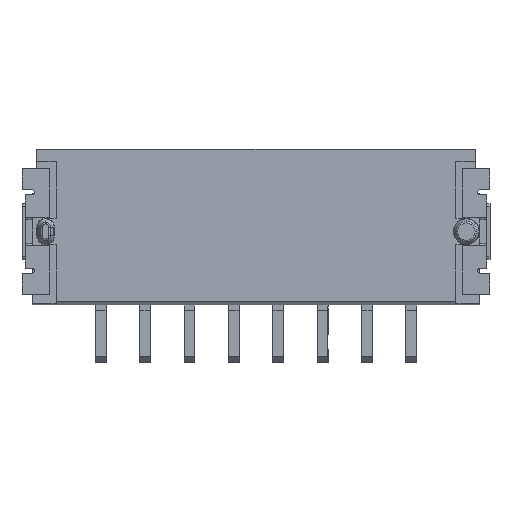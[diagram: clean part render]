
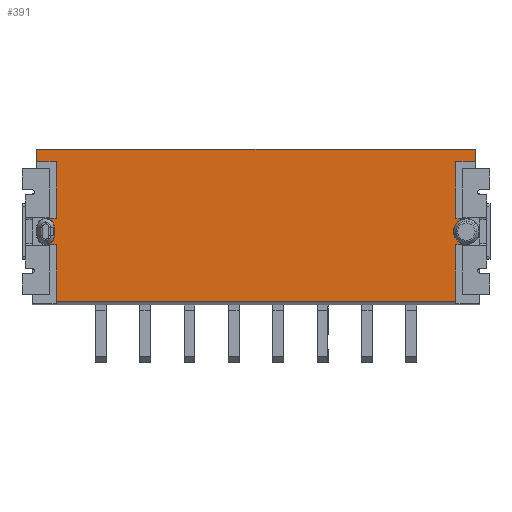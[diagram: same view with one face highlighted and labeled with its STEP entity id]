
A CAD part, front view. The second image highlights one B-rep face of the part: STEP entity #391.
In plain terms, the highlighted planar face has unit normal (0, -1, 0).
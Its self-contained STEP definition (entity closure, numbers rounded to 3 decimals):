
#391 = ADVANCED_FACE ( 'NONE', ( #5306 ), #5320, .F. ) ;
#423 = VERTEX_POINT ( 'NONE', #5646 ) ;
#2120 = VERTEX_POINT ( 'NONE', #19927 ) ;
#2122 = VERTEX_POINT ( 'NONE', #19929 ) ;
#2123 = VERTEX_POINT ( 'NONE', #19930 ) ;
#2124 = VERTEX_POINT ( 'NONE', #19931 ) ;
#2125 = VERTEX_POINT ( 'NONE', #19932 ) ;
#2126 = VERTEX_POINT ( 'NONE', #19933 ) ;
#2127 = VERTEX_POINT ( 'NONE', #19934 ) ;
#2128 = VERTEX_POINT ( 'NONE', #19935 ) ;
#2129 = VERTEX_POINT ( 'NONE', #19936 ) ;
#2134 = VERTEX_POINT ( 'NONE', #19941 ) ;
#2135 = VERTEX_POINT ( 'NONE', #19942 ) ;
#2136 = VERTEX_POINT ( 'NONE', #19943 ) ;
#2137 = VERTEX_POINT ( 'NONE', #19944 ) ;
#2138 = VERTEX_POINT ( 'NONE', #19945 ) ;
#2139 = VERTEX_POINT ( 'NONE', #19946 ) ;
#5306 = FACE_OUTER_BOUND ( 'NONE', #12947, .T. ) ;
#5320 = PLANE ( 'NONE',  #8783 ) ;
#5330 = CARTESIAN_POINT ( 'NONE',  ( -12.79, -2.5, 8.9 ) ) ;
#5331 = DIRECTION ( 'NONE',  ( 0., 1., 0. ) ) ;
#5332 = DIRECTION ( 'NONE',  ( 0., 0., 1. ) ) ;
#5646 = CARTESIAN_POINT ( 'NONE',  ( -12.04, -2.5, 4.95 ) ) ;
#8783 = AXIS2_PLACEMENT_3D ( 'NONE', #5330, #5331, #5332 ) ;
#10735 = EDGE_CURVE ( 'NONE', #2126, #2123, #21368, .T. ) ;
#10741 = EDGE_CURVE ( 'NONE', #2139, #2124, #21366, .T. ) ;
#10749 = EDGE_CURVE ( 'NONE', #2127, #14307, #21367, .T. ) ;
#10771 = EDGE_CURVE ( 'NONE', #2123, #2128, #21404, .T. ) ;
#10805 = EDGE_CURVE ( 'NONE', #2135, #2136, #21470, .T. ) ;
#10968 = EDGE_CURVE ( 'NONE', #2122, #2125, #21941, .T. ) ;
#10977 = EDGE_CURVE ( 'NONE', #2127, #2122, #21953, .T. ) ;
#10994 = EDGE_CURVE ( 'NONE', #2138, #2139, #20946, .T. ) ;
#11035 = EDGE_CURVE ( 'NONE', #423, #2137, #20985, .T. ) ;
#11037 = EDGE_CURVE ( 'NONE', #2137, #2138, #22061, .T. ) ;
#11080 = EDGE_CURVE ( 'NONE', #2124, #2125, #22134, .T. ) ;
#11148 = EDGE_CURVE ( 'NONE', #14307, #14316, #21046, .T. ) ;
#11226 = EDGE_CURVE ( 'NONE', #2136, #423, #22275, .T. ) ;
#11235 = EDGE_CURVE ( 'NONE', #2134, #2135, #22279, .T. ) ;
#11245 = EDGE_CURVE ( 'NONE', #2120, #2129, #22296, .T. ) ;
#11253 = EDGE_CURVE ( 'NONE', #2128, #2120, #22327, .T. ) ;
#11286 = EDGE_CURVE ( 'NONE', #2126, #2134, #22529, .T. ) ;
#11302 = EDGE_CURVE ( 'NONE', #14316, #2129, #22561, .T. ) ;
#12947 = EDGE_LOOP ( 'NONE', ( #13357, #13358, #13360, #13362, #13364, #13366, #13368, #13370, #13371, #13372, #13374, #13375, #13376, #13378, #13379, #13380, #13382, #13383 ) ) ;
#13357 = ORIENTED_EDGE ( 'NONE', *, *, #10968, .F. ) ;
#13358 = ORIENTED_EDGE ( 'NONE', *, *, #10977, .F. ) ;
#13360 = ORIENTED_EDGE ( 'NONE', *, *, #10749, .T. ) ;
#13362 = ORIENTED_EDGE ( 'NONE', *, *, #11148, .T. ) ;
#13364 = ORIENTED_EDGE ( 'NONE', *, *, #11302, .T. ) ;
#13366 = ORIENTED_EDGE ( 'NONE', *, *, #11245, .F. ) ;
#13368 = ORIENTED_EDGE ( 'NONE', *, *, #11253, .F. ) ;
#13370 = ORIENTED_EDGE ( 'NONE', *, *, #10771, .F. ) ;
#13371 = ORIENTED_EDGE ( 'NONE', *, *, #10735, .F. ) ;
#13372 = ORIENTED_EDGE ( 'NONE', *, *, #11286, .T. ) ;
#13374 = ORIENTED_EDGE ( 'NONE', *, *, #11235, .T. ) ;
#13375 = ORIENTED_EDGE ( 'NONE', *, *, #10805, .T. ) ;
#13376 = ORIENTED_EDGE ( 'NONE', *, *, #11226, .T. ) ;
#13378 = ORIENTED_EDGE ( 'NONE', *, *, #11035, .T. ) ;
#13379 = ORIENTED_EDGE ( 'NONE', *, *, #11037, .T. ) ;
#13380 = ORIENTED_EDGE ( 'NONE', *, *, #10994, .T. ) ;
#13382 = ORIENTED_EDGE ( 'NONE', *, *, #10741, .T. ) ;
#13383 = ORIENTED_EDGE ( 'NONE', *, *, #11080, .T. ) ;
#14307 = VERTEX_POINT ( 'NONE', #22714 ) ;
#14316 = VERTEX_POINT ( 'NONE', #22719 ) ;
#19927 = CARTESIAN_POINT ( 'NONE',  ( 11.44, -2.5, 8.2 ) ) ;
#19929 = CARTESIAN_POINT ( 'NONE',  ( 11.44, -2.5, 0.2 ) ) ;
#19930 = CARTESIAN_POINT ( 'NONE',  ( 12.54, -2.5, 8.9 ) ) ;
#19931 = CARTESIAN_POINT ( 'NONE',  ( -11.44, -2.5, 3.45 ) ) ;
#19932 = CARTESIAN_POINT ( 'NONE',  ( -11.44, -2.5, 0.2 ) ) ;
#19933 = CARTESIAN_POINT ( 'NONE',  ( -12.54, -2.5, 8.9 ) ) ;
#19934 = CARTESIAN_POINT ( 'NONE',  ( 11.44, -2.5, 3.45 ) ) ;
#19935 = CARTESIAN_POINT ( 'NONE',  ( 12.54, -2.5, 8.2 ) ) ;
#19936 = CARTESIAN_POINT ( 'NONE',  ( 11.44, -2.5, 4.95 ) ) ;
#19941 = CARTESIAN_POINT ( 'NONE',  ( -12.54, -2.5, 8.2 ) ) ;
#19942 = CARTESIAN_POINT ( 'NONE',  ( -11.44, -2.5, 8.2 ) ) ;
#19943 = CARTESIAN_POINT ( 'NONE',  ( -11.44, -2.5, 4.95 ) ) ;
#19944 = CARTESIAN_POINT ( 'NONE',  ( -11.54, -2.5, 4.45 ) ) ;
#19945 = CARTESIAN_POINT ( 'NONE',  ( -11.54, -2.5, 3.95 ) ) ;
#19946 = CARTESIAN_POINT ( 'NONE',  ( -12.04, -2.5, 3.45 ) ) ;
#20694 = VECTOR ( 'NONE', #21370, 1000. ) ;
#20698 = VECTOR ( 'NONE', #21377, 1000. ) ;
#20699 = VECTOR ( 'NONE', #21375, 1000. ) ;
#20712 = VECTOR ( 'NONE', #21407, 1000. ) ;
#20736 = VECTOR ( 'NONE', #21477, 1000. ) ;
#20931 = VECTOR ( 'NONE', #21943, 1000. ) ;
#20937 = VECTOR ( 'NONE', #21961, 1000. ) ;
#20946 = CIRCLE ( 'NONE', #20948, 0.5 ) ;
#20948 = AXIS2_PLACEMENT_3D ( 'NONE', #21980, #21981, #21982 ) ;
#20985 = CIRCLE ( 'NONE', #20987, 0.5 ) ;
#20986 = VECTOR ( 'NONE', #22072, 1000. ) ;
#20987 = AXIS2_PLACEMENT_3D ( 'NONE', #22069, #22070, #22071 ) ;
#21018 = VECTOR ( 'NONE', #22151, 1000. ) ;
#21045 = AXIS2_PLACEMENT_3D ( 'NONE', #22220, #22221, #22222 ) ;
#21046 = CIRCLE ( 'NONE', #21045, 0.75 ) ;
#21055 = VECTOR ( 'NONE', #22289, 1000. ) ;
#21073 = VECTOR ( 'NONE', #22277, 1000. ) ;
#21081 = VECTOR ( 'NONE', #22298, 1000. ) ;
#21095 = VECTOR ( 'NONE', #22334, 1000. ) ;
#21180 = VECTOR ( 'NONE', #22531, 1000. ) ;
#21203 = VECTOR ( 'NONE', #22588, 1000. ) ;
#21366 = LINE ( 'NONE', #21373, #20699 ) ;
#21367 = LINE ( 'NONE', #21376, #20698 ) ;
#21368 = LINE ( 'NONE', #21369, #20694 ) ;
#21369 = CARTESIAN_POINT ( 'NONE',  ( -12.79, -2.5, 8.9 ) ) ;
#21370 = DIRECTION ( 'NONE',  ( 1., 0., 0. ) ) ;
#21373 = CARTESIAN_POINT ( 'NONE',  ( -11.44, -2.5, 3.45 ) ) ;
#21375 = DIRECTION ( 'NONE',  ( 1., 0., 0. ) ) ;
#21376 = CARTESIAN_POINT ( 'NONE',  ( 12.04, -2.5, 3.45 ) ) ;
#21377 = DIRECTION ( 'NONE',  ( 1., 0., 0. ) ) ;
#21404 = LINE ( 'NONE', #21406, #20712 ) ;
#21406 = CARTESIAN_POINT ( 'NONE',  ( 12.54, -2.5, 6.4 ) ) ;
#21407 = DIRECTION ( 'NONE',  ( 0., 0., -1. ) ) ;
#21470 = LINE ( 'NONE', #21476, #20736 ) ;
#21476 = CARTESIAN_POINT ( 'NONE',  ( -11.44, -2.5, 8.2 ) ) ;
#21477 = DIRECTION ( 'NONE',  ( 0., 0., -1. ) ) ;
#21941 = LINE ( 'NONE', #21942, #20931 ) ;
#21942 = CARTESIAN_POINT ( 'NONE',  ( 13.563, -2.5, 0.2 ) ) ;
#21943 = DIRECTION ( 'NONE',  ( -1., 0., 0. ) ) ;
#21952 = CARTESIAN_POINT ( 'NONE',  ( 11.44, -2.5, 8.2 ) ) ;
#21953 = LINE ( 'NONE', #21952, #20937 ) ;
#21961 = DIRECTION ( 'NONE',  ( 0., 0., -1. ) ) ;
#21980 = CARTESIAN_POINT ( 'NONE',  ( -12.04, -2.5, 3.95 ) ) ;
#21981 = DIRECTION ( 'NONE',  ( 0., 1., 0. ) ) ;
#21982 = DIRECTION ( 'NONE',  ( 0., 0., 1. ) ) ;
#22061 = LINE ( 'NONE', #22062, #20986 ) ;
#22062 = CARTESIAN_POINT ( 'NONE',  ( -11.54, -2.5, 8.9 ) ) ;
#22069 = CARTESIAN_POINT ( 'NONE',  ( -12.04, -2.5, 4.45 ) ) ;
#22070 = DIRECTION ( 'NONE',  ( 0., 1., 0. ) ) ;
#22071 = DIRECTION ( 'NONE',  ( 0., 0., 1. ) ) ;
#22072 = DIRECTION ( 'NONE',  ( 0., 0., -1. ) ) ;
#22134 = LINE ( 'NONE', #22150, #21018 ) ;
#22150 = CARTESIAN_POINT ( 'NONE',  ( -11.44, -2.5, 8.2 ) ) ;
#22151 = DIRECTION ( 'NONE',  ( 0., 0., -1. ) ) ;
#22220 = CARTESIAN_POINT ( 'NONE',  ( 12.04, -2.5, 4.2 ) ) ;
#22221 = DIRECTION ( 'NONE',  ( 0., 1., 0. ) ) ;
#22222 = DIRECTION ( 'NONE',  ( 0., 0., 1. ) ) ;
#22275 = LINE ( 'NONE', #22276, #21073 ) ;
#22276 = CARTESIAN_POINT ( 'NONE',  ( -11.44, -2.5, 4.95 ) ) ;
#22277 = DIRECTION ( 'NONE',  ( -1., 0., 0. ) ) ;
#22279 = LINE ( 'NONE', #22288, #21055 ) ;
#22288 = CARTESIAN_POINT ( 'NONE',  ( -12.79, -2.5, 8.2 ) ) ;
#22289 = DIRECTION ( 'NONE',  ( 1., 0., 0. ) ) ;
#22296 = LINE ( 'NONE', #22297, #21081 ) ;
#22297 = CARTESIAN_POINT ( 'NONE',  ( 11.44, -2.5, 8.2 ) ) ;
#22298 = DIRECTION ( 'NONE',  ( 0., 0., -1. ) ) ;
#22326 = CARTESIAN_POINT ( 'NONE',  ( 12.79, -2.5, 8.2 ) ) ;
#22327 = LINE ( 'NONE', #22326, #21095 ) ;
#22334 = DIRECTION ( 'NONE',  ( -1., 0., 0. ) ) ;
#22529 = LINE ( 'NONE', #22530, #21180 ) ;
#22530 = CARTESIAN_POINT ( 'NONE',  ( -12.54, -2.5, 6.4 ) ) ;
#22531 = DIRECTION ( 'NONE',  ( 0., 0., -1. ) ) ;
#22561 = LINE ( 'NONE', #22575, #21203 ) ;
#22575 = CARTESIAN_POINT ( 'NONE',  ( 12.04, -2.5, 4.95 ) ) ;
#22588 = DIRECTION ( 'NONE',  ( -1., 0., 0. ) ) ;
#22714 = CARTESIAN_POINT ( 'NONE',  ( 12.04, -2.5, 3.45 ) ) ;
#22719 = CARTESIAN_POINT ( 'NONE',  ( 12.04, -2.5, 4.95 ) ) ;
